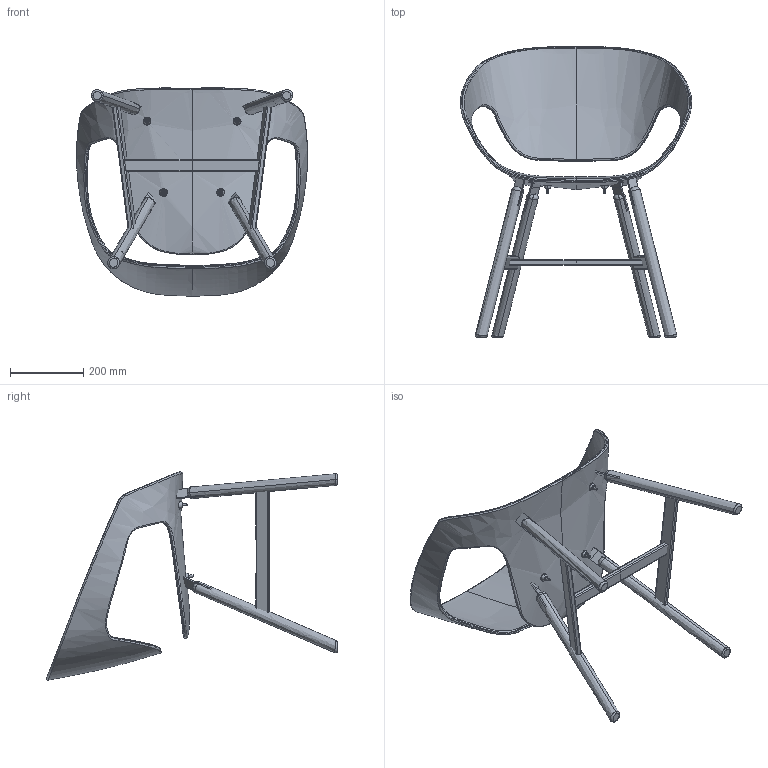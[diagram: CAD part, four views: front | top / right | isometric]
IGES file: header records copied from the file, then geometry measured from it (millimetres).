
Start section: SolidWorks IGES file using analytic representation for surfaces
Global section: file name: VAD WOOD SEDIA.IGS; native system: SolidWorks 2016; preprocessor: SolidWorks 2016; author: andrea.intermite; date: 170321.112230; units: millimetre
Bounding box: 631.03 x 794.66 x 568.45 mm (x, y, z)
Volume: 6327114.9 mm3; surface area: 1171201 mm2
Topology: 12 solids, 12 shells, 218 faces, 1017 edges, 1320 vertices
Faces by surface type: plane 88, bspline 69, revolution 61
